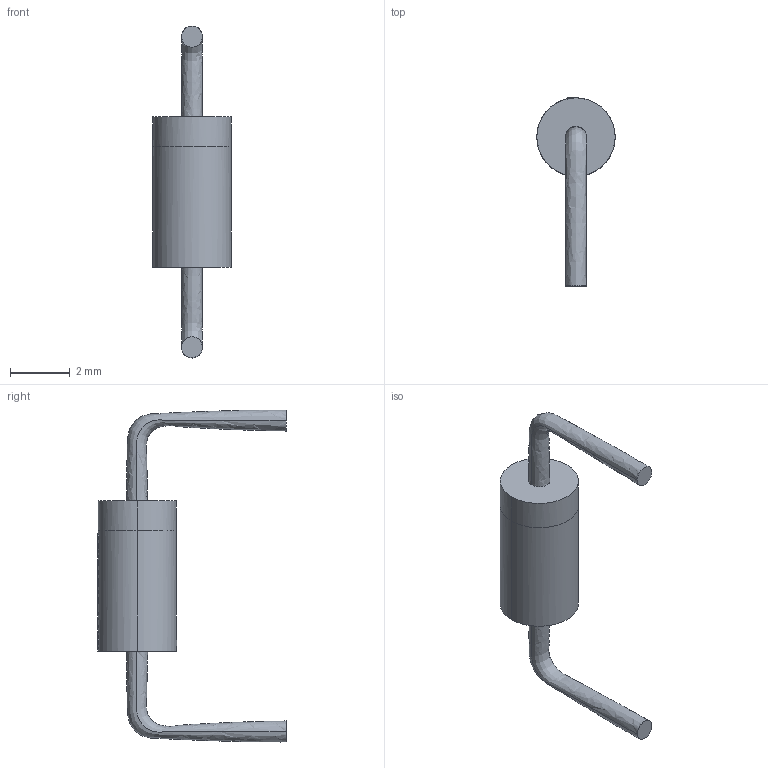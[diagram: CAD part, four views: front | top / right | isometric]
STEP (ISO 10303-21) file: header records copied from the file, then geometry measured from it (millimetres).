
FILE_DESCRIPTION (( 'STEP AP214' ), '1' );
FILE_NAME ('BZX85C13 (MIC).STEP', '2022-10-06T09:45:19', ( '' ), ( '' ), 'SwSTEP 2.0', 'SolidWorks 2021', '' );
FILE_SCHEMA (( 'AUTOMOTIVE_DESIGN' ));
Length unit declared in the file: millimetre
Products named in the file (1): BZX85C13 (MIC)
Bounding box: 2.64 x 6.32 x 11.15 mm (x, y, z)
Volume: 32.6 mm3; surface area: 84.4 mm2
Topology: 2 solids, 2 shells, 178 faces, 452 edges, 296 vertices
Faces by surface type: bspline 92, plane 78, cylinder 8
Entity records: 10315 total; most frequent: CARTESIAN_POINT 6345, ORIENTED_EDGE 904, EDGE_CURVE 452, DIRECTION 434, VERTEX_POINT 296, LINE 222, VECTOR 222, EDGE_LOOP 196
